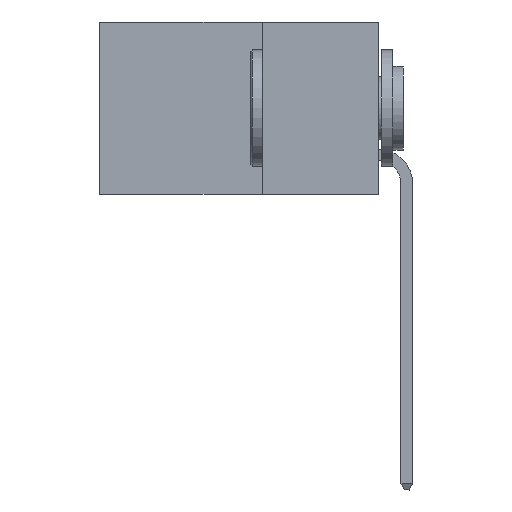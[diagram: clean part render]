
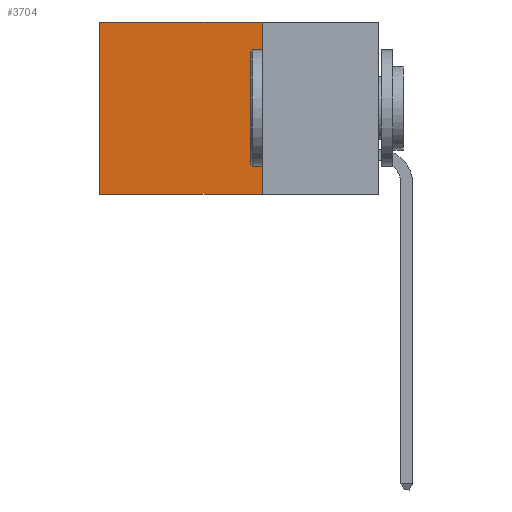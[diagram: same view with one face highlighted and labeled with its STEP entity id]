
A CAD part, left-side view. The second image highlights one B-rep face of the part: STEP entity #3704.
In plain terms, the highlighted planar face has unit normal (-1, 0, 0).
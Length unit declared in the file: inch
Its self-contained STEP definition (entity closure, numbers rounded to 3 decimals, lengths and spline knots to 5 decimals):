
#138 = LINE ( 'NONE', #17646, #18395 ) ;
#1593 = CARTESIAN_POINT ( 'NONE',  ( 0.298, 0.25, 0. ) ) ;
#1676 = DIRECTION ( 'NONE',  ( 0., 1., 0. ) ) ;
#3549 = VERTEX_POINT ( 'NONE', #15046 ) ;
#3704 = ADVANCED_FACE ( 'NONE', ( #18350 ), #29354, .F. ) ;
#7237 = CARTESIAN_POINT ( 'NONE',  ( 0.298, 0.25, -0.37 ) ) ;
#7482 = LINE ( 'NONE', #8799, #25641 ) ;
#8132 = VERTEX_POINT ( 'NONE', #14513 ) ;
#8799 = CARTESIAN_POINT ( 'NONE',  ( 0.298, 0.25, -0.37 ) ) ;
#9083 = CARTESIAN_POINT ( 'NONE',  ( 0.298, 0.25, 0. ) ) ;
#11392 = DIRECTION ( 'NONE',  ( 0., 0., -1. ) ) ;
#11518 = EDGE_CURVE ( 'NONE', #19051, #8132, #7482, .T. ) ;
#13067 = VECTOR ( 'NONE', #25601, 39.37008 ) ;
#13457 = EDGE_CURVE ( 'NONE', #3549, #8132, #29612, .T. ) ;
#14513 = CARTESIAN_POINT ( 'NONE',  ( 0.298, 0.6, -0.37 ) ) ;
#14788 = ORIENTED_EDGE ( 'NONE', *, *, #18085, .F. ) ;
#15046 = CARTESIAN_POINT ( 'NONE',  ( 0.298, 0.6, 0. ) ) ;
#16678 = AXIS2_PLACEMENT_3D ( 'NONE', #25665, #24076, #28804 ) ;
#17646 = CARTESIAN_POINT ( 'NONE',  ( 0.298, 0.25, 0. ) ) ;
#18085 = EDGE_CURVE ( 'NONE', #22856, #19051, #138, .T. ) ;
#18350 = FACE_OUTER_BOUND ( 'NONE', #19601, .T. ) ;
#18395 = VECTOR ( 'NONE', #29531, 39.37008 ) ;
#19051 = VERTEX_POINT ( 'NONE', #7237 ) ;
#19372 = ORIENTED_EDGE ( 'NONE', *, *, #11518, .F. ) ;
#19566 = EDGE_CURVE ( 'NONE', #22856, #3549, #30462, .T. ) ;
#19601 = EDGE_LOOP ( 'NONE', ( #23120, #19372, #14788, #28857 ) ) ;
#22856 = VERTEX_POINT ( 'NONE', #1593 ) ;
#23120 = ORIENTED_EDGE ( 'NONE', *, *, #13457, .T. ) ;
#23337 = VECTOR ( 'NONE', #11392, 39.37008 ) ;
#24076 = DIRECTION ( 'NONE',  ( 1., 0., 0. ) ) ;
#25601 = DIRECTION ( 'NONE',  ( 0., 1., 0. ) ) ;
#25641 = VECTOR ( 'NONE', #1676, 39.37008 ) ;
#25665 = CARTESIAN_POINT ( 'NONE',  ( 0.298, 0.25, 0. ) ) ;
#28804 = DIRECTION ( 'NONE',  ( 0., 0., -1. ) ) ;
#28857 = ORIENTED_EDGE ( 'NONE', *, *, #19566, .T. ) ;
#29354 = PLANE ( 'NONE',  #16678 ) ;
#29531 = DIRECTION ( 'NONE',  ( 0., 0., -1. ) ) ;
#29612 = LINE ( 'NONE', #30186, #23337 ) ;
#30186 = CARTESIAN_POINT ( 'NONE',  ( 0.298, 0.6, 0. ) ) ;
#30462 = LINE ( 'NONE', #9083, #13067 ) ;
